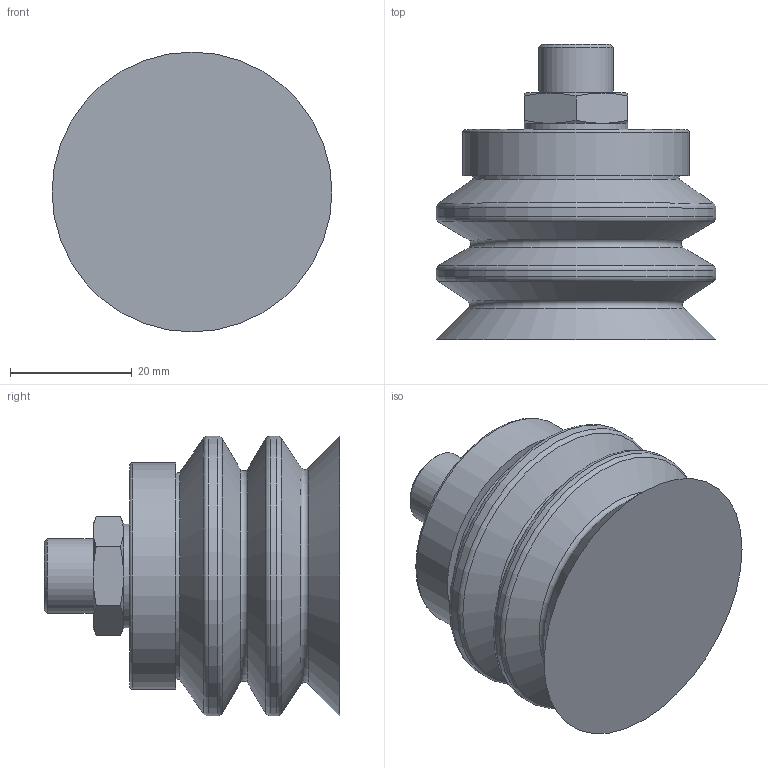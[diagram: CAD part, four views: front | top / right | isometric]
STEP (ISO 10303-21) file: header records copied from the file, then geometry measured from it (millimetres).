
FILE_DESCRIPTION(/* description */ (''),/* implementation_level */ '2;1');
FILE_NAME(/* name */ 'vf45sh30sb+rac19r1-4m.stp',/* time_stamp */ '2023-04-19T13:03:54+02:00',/* author */ ('enginyeria'),/* organization */ (''),/* preprocessor_version */ 'ST-DEVELOPER v17.2',/* originating_system */ 'Autodesk Inventor 2019',/* authorisation */ '');
FILE_SCHEMA (('AUTOMOTIVE_DESIGN { 1 0 10303 214 3 1 1 }'));
Length unit declared in the file: millimetre
Products named in the file (1): 3D_vf45+rac19r1-4m
Bounding box: 46 x 48.5 x 46 mm (x, y, z)
Volume: 46021 mm3; surface area: 9828.5 mm2
Topology: 1 solids, 1 shells, 45 faces, 125 edges, 86 vertices
Faces by surface type: cone 19, plane 12, cylinder 7, torus 7
Full cylindrical faces by diameter (mm): 7 x1, 12.314 x1, 17 x1, 34 x1, 37.2 x1, 46 x2
Entity records: 1541 total; most frequent: CARTESIAN_POINT 305, DIRECTION 274, ORIENTED_EDGE 250, AXIS2_PLACEMENT_3D 127, EDGE_CURVE 125, VERTEX_POINT 86, CIRCLE 81, EDGE_LOOP 49
